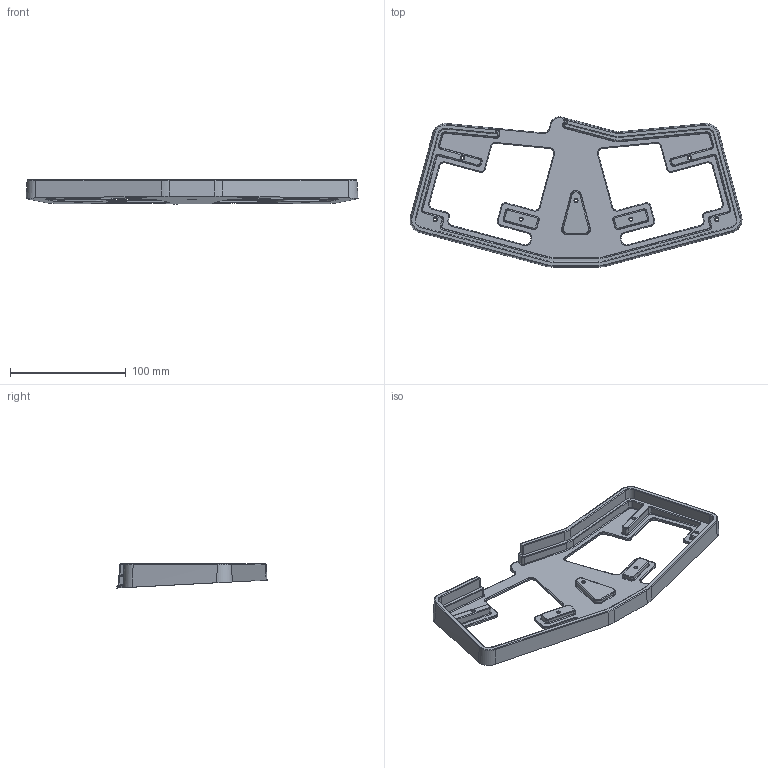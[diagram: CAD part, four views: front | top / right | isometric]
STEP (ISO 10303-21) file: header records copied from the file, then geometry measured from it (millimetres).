
FILE_DESCRIPTION(('FreeCAD Model'),'2;1');
FILE_NAME('Open CASCADE Shape Model','2024-02-15T17:11:48',('Author'),( ''),'Open CASCADE STEP processor 7.6','FreeCAD','Unknown');
FILE_SCHEMA(('AUTOMOTIVE_DESIGN { 1 0 10303 214 1 1 1 1 }'));
Length unit declared in the file: millimetre
Products named in the file (1): Body
Bounding box: 286.91 x 129.82 x 20.78 mm (x, y, z)
Volume: 98269.3 mm3; surface area: 59710.7 mm2
Topology: 1 solids, 1 shells, 413 faces, 987 edges, 571 vertices
Faces by surface type: cylinder 175, bspline 90, plane 75, torus 70, sphere 3
Full cylindrical faces by diameter (mm): 2.42 x7
Entity records: 33507 total; most frequent: CARTESIAN_POINT 14558, DIRECTION 3440, LINE 1984, VECTOR 1984, ORIENTED_EDGE 1958, PCURVE 1958, DEFINITIONAL_REPRESENTATION 1958, EDGE_CURVE 979
